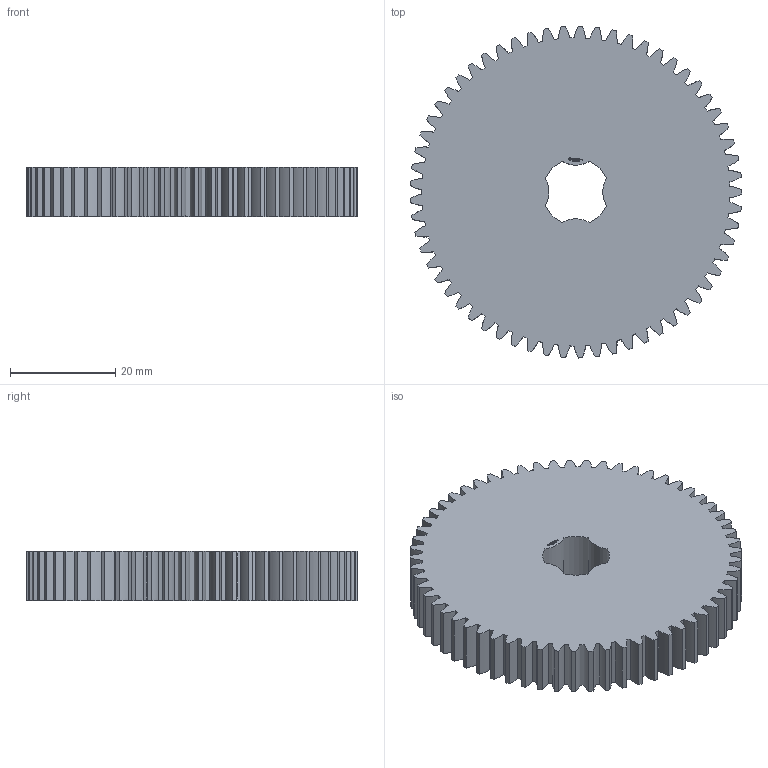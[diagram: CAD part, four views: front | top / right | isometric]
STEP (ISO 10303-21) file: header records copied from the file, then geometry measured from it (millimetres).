
FILE_DESCRIPTION(('FreeCAD Model'),'2;1');
FILE_NAME('Open CASCADE Shape Model','2024-03-10T19:59:16',(''),(''), 'Open CASCADE STEP processor 7.6','FreeCAD','Unknown');
FILE_SCHEMA(('AUTOMOTIVE_DESIGN { 1 0 10303 214 1 1 1 1 }'));
Products named in the file (1): Gear Wheel PLN TTH61 BU00.75 SFT-SHD - SPN-GWH-0223 (stemfie.org)
Bounding box: 62.97 x 62.99 x 9.38 mm (x, y, z)
Volume: 26233.8 mm3; surface area: 9608.1 mm2
Topology: 1 solids, 1 shells, 733 faces, 2106 edges, 1404 vertices
Faces by surface type: extrusion 404, plane 321, cylinder 8
Entity records: 67832 total; most frequent: CARTESIAN_POINT 23486, DIRECTION 5782, VECTOR 5074, LINE 4670, ORIENTED_EDGE 4212, PCURVE 4212, DEFINITIONAL_REPRESENTATION 4212, EDGE_CURVE 2106
